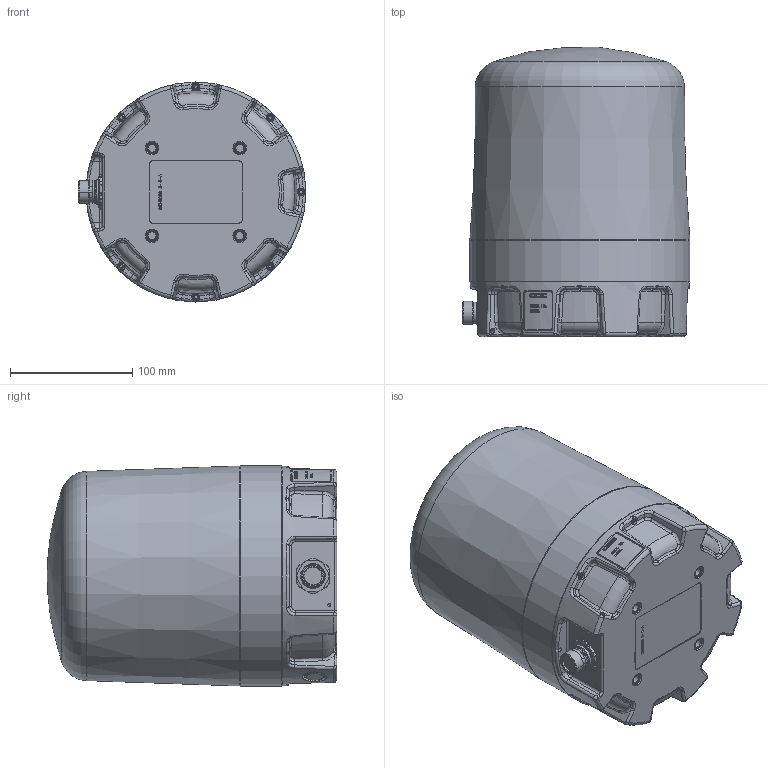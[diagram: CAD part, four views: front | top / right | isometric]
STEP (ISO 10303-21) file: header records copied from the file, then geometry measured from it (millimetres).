
FILE_DESCRIPTION (( 'STEP AP214' ), '1' );
FILE_NAME ('RAD1045 - CAS (Leopon Ph2) Radar 2-0-A SPACE MODEL.STEP', '2023-07-04T13:30:44', ( '' ), ( '' ), 'SwSTEP 2.0', 'SolidWorks 2022', '' );
FILE_SCHEMA (( 'AUTOMOTIVE_DESIGN' ));
Length unit declared in the file: millimetre
Products named in the file (11): MCE0089 - CAS Radome 1-1-A_SPACE MODEL VERSION; 237M3 Tappex Insert_SPACE MODEL VERSION; GGS0035 - PolyVent Goretex Plug PMF100519_SPACE MODEL VERSION; RAD1045 - CAS (Leopon Ph2) Radar 2-0-A SPACE MODEL; KerbKonus 347000080500; D38999 Con & pins_SPACE MODEL VERSION; MCE0088 - CAS Base 3-1-A_SPACE MODEL VERSION; Serial Label; SCR0204MEK - M3 x 8mm Torx Button Srew Pre-applied Threadlock MEK
Assembly tree (26 placements, depth 3):
  RAD1045 - CAS (Leopon Ph2) Radar 2-0-A SPACE MODEL
    MCE0088 - CAS Base 3-1-A_SPACE MODEL VERSION
      MCE0088 - CAS Base 3-1-A_SPACE MODEL VERSION
      KerbKonus 347000080500  x4
    MCE0089 - CAS Radome 1-1-A_SPACE MODEL VERSION
      MCE0089 - CAS Radome 1-1-A_SPACE MODEL VERSION
      237M3 Tappex Insert_SPACE MODEL VERSION  x8
    D38999 Con & pins_SPACE MODEL VERSION
    GGS0035 - PolyVent Goretex Plug PMF100519_SPACE MODEL VERSION
    Serial Label
    SCR0204MEK - M3 x 8mm Torx Button Srew Pre-applied Threadlock MEK  x7
Bounding box: 186.65 x 237.2 x 180.3 mm (x, y, z)
Volume: 2012251.3 mm3; surface area: 381191.4 mm2
Topology: 23 solids, 33 shells, 2310 faces, 6161 edges, 3988 vertices
Faces by surface type: plane 1146, cylinder 479, bspline 379, cone 200, torus 104, sphere 2
Full cylindrical faces by diameter (mm): 2.5 x1, 3 x7, 3.2 x12, 3.3 x4, 3.4 x8, 4 x1, 4.13 x8, 4.73 x8, 5.6 x7, 6.5 x7, 6.647 x4, 8.9 x4, 9.5 x4, 9.93 x1, 10 x8, 10.5 x1, 12 x1, 20 x1, 143.674 x1, 159.4 x1, 164.4 x2, 164.9 x1, 179.8 x1, 180.3 x1
Entity records: 100159 total; most frequent: CARTESIAN_POINT 46954, ORIENTED_EDGE 9268, DIRECTION 6118, EDGE_CURVE 4652, VERTEX_POINT 3055, AXIS2_PLACEMENT_3D 2152, EDGE_LOOP 2046, FACE_OUTER_BOUND 1886
